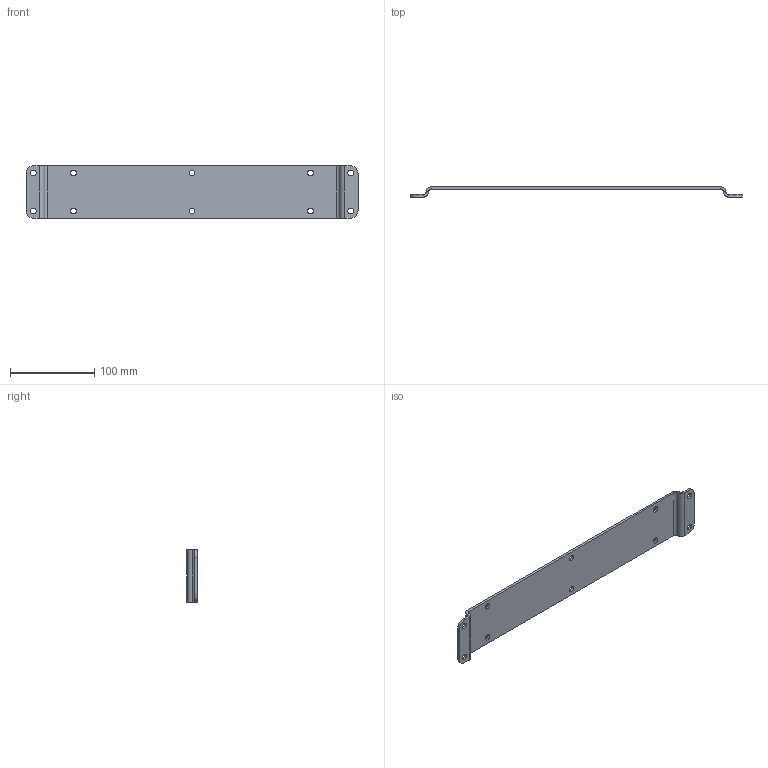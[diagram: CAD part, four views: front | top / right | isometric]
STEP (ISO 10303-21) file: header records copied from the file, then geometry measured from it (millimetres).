
FILE_DESCRIPTION((''),'2;1');
FILE_NAME('181445_ASM','2014-06-30T',('pdmadmin'),(''),'PRO/ENGINEER BY PARAMETRIC TECHNOLOGY CORPORATION, 2013230','PRO/ENGINEER BY PARAMETRIC TECHNOLOGY CORPORATION, 2013230','');
FILE_SCHEMA(('CONFIG_CONTROL_DESIGN'));
Length unit declared in the file: millimetre
Products named in the file (2): 179471; 181445_ASM
Assembly tree (1 placements, depth 2):
  181445_ASM
    179471
Bounding box: 393 x 12 x 62 mm (x, y, z)
Volume: 73644.8 mm3; surface area: 52509.2 mm2
Topology: 1 solids, 1 shells, 164 faces, 438 edges, 284 vertices
Faces by surface type: plane 132, cylinder 32
Entity records: 5141 total; most frequent: CARTESIAN_POINT 889, ORIENTED_EDGE 876, DIRECTION 836, EDGE_CURVE 438, VECTOR 374, LINE 374, VERTEX_POINT 284, AXIS2_PLACEMENT_3D 231
